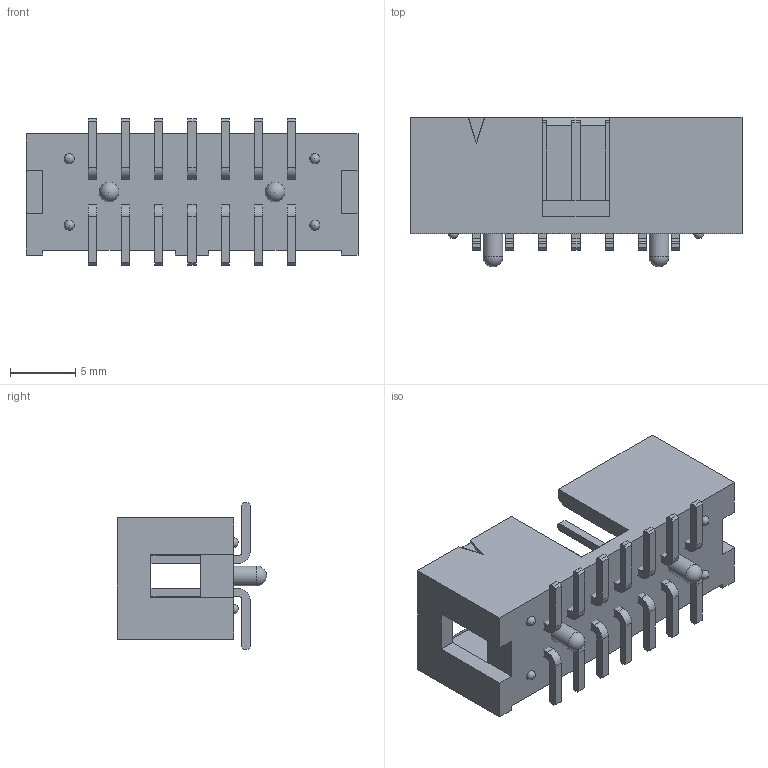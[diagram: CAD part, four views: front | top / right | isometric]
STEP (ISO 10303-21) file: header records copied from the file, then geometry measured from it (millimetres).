
FILE_DESCRIPTION(/* description */ ('STEP AP214'),/* implementation_level */ '2;1');
FILE_NAME(/* name */ 'HTST-107-01-T-DV-A',/* time_stamp */ '2025-11-10T10:05:08+01:00',/* author */ ('License CC BY-ND 4.0'),/* organization */ ('CADENAS'),/* preprocessor_version */ 'ST-DEVELOPER v20',/* originating_system */ 'PARTsolutions',/* authorisation */ ' ');
FILE_SCHEMA (('AUTOMOTIVE_DESIGN {1 0 10303 214 3 1 1}'));
Length unit declared in the file: inch
Products named in the file (5): HTST-107-01-T-DV-A; HTST-107-01-DV-A_header; HTST-First_Position_Indicator; T-1S6-07-01-DV-T_; T-1S6-07-01-DV-T2_
Assembly tree (4 placements, depth 2):
  HTST-107-01-T-DV-A
    HTST-107-01-DV-A_header
    HTST-First_Position_Indicator
    T-1S6-07-01-DV-T_
    T-1S6-07-01-DV-T2_
Bounding box: 25.4 x 11.43 x 11.18 mm (x, y, z)
Volume: 1106.4 mm3; surface area: 2089.5 mm2
Topology: 4 solids, 4 shells, 284 faces, 836 edges, 556 vertices
Faces by surface type: plane 248, cylinder 30, sphere 6
Full cylindrical faces by diameter (mm): 1.524 x2
Entity records: 9285 total; most frequent: CARTESIAN_POINT 1645, ORIENTED_EDGE 1628, DIRECTION 1456, EDGE_CURVE 814, LINE 750, VECTOR 750, VERTEX_POINT 542, AXIS2_PLACEMENT_3D 353
